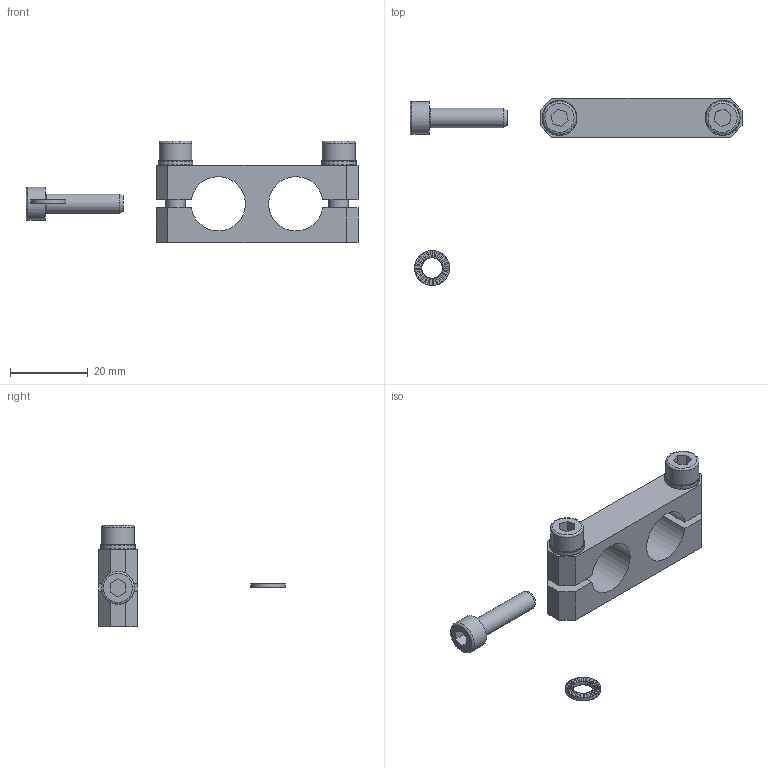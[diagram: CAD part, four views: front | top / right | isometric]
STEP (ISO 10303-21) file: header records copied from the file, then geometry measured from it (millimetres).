
FILE_DESCRIPTION( ( 'STEP AP214' ), '1' );
FILE_NAME( 'CA.PKS.1414.20.stp', '2014-07-08T05:41:41', ( ' ' ), ( ' ' ), 'XStep 1.0', ' ', ' ' );
FILE_SCHEMA( ( 'CONFIG_CONTROL_DESIGN) ( )' ) );
Length unit declared in the file: metre
Products named in the file (6): Assem1; PKS.1414.20; R.5.SCH; V-tcei M  5 x 20
Bounding box: 85.5 x 48.14 x 26.1 mm (x, y, z)
Volume: 14520.9 mm3; surface area: 11344.1 mm2
Topology: 6 solids, 10 shells, 888 faces, 2592 edges, 1720 vertices
Faces by surface type: plane 848, cylinder 28, torus 8, cone 4
Full cylindrical faces by diameter (mm): 4.134 x4, 5 x4, 5.2 x4, 5.3 x4, 8.5 x4, 9 x4
Entity records: 14867 total; most frequent: DIRECTION 2580, CARTESIAN_POINT 2574, ORIENTED_EDGE 2540, EDGE_CURVE 1270, AXIS2_PLACEMENT_3D 860, LINE 860, VECTOR 860, VERTEX_POINT 854
